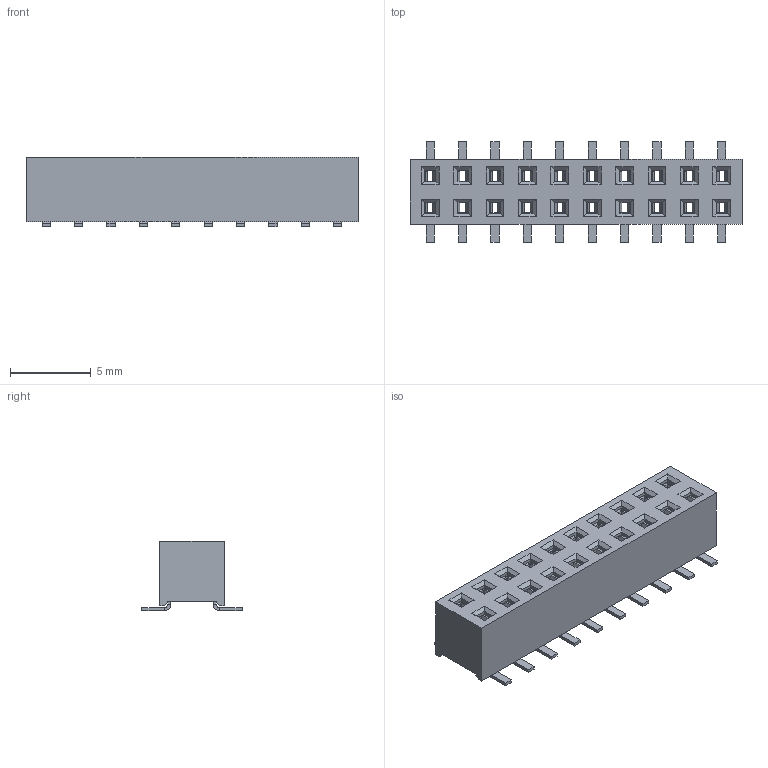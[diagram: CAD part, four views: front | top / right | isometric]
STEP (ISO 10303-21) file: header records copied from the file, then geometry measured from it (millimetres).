
FILE_DESCRIPTION (( 'STEP AP214' ), '1' );
FILE_NAME ('FFH20005-D20S1014K6M1-REF.STEP', '2026-01-09T03:46:36', ( '' ), ( '' ), 'SwSTEP 2.0', 'SolidWorks 2021', '' );
FILE_SCHEMA (( 'AUTOMOTIVE_DESIGN' ));
Length unit declared in the file: millimetre
Products named in the file (1): FFH20005-D20S1014K6M1-REF
Bounding box: 20.5 x 6.2 x 4.3 mm (x, y, z)
Volume: 266.1 mm3; surface area: 802.1 mm2
Topology: 1 solids, 1 shells, 1332 faces, 3350 edges, 1940 vertices
Faces by surface type: plane 1092, cylinder 240
Entity records: 38628 total; most frequent: CARTESIAN_POINT 6743, ORIENTED_EDGE 6700, DIRECTION 6456, EDGE_CURVE 3350, LINE 2830, VECTOR 2830, VERTEX_POINT 1940, AXIS2_PLACEMENT_3D 1813
